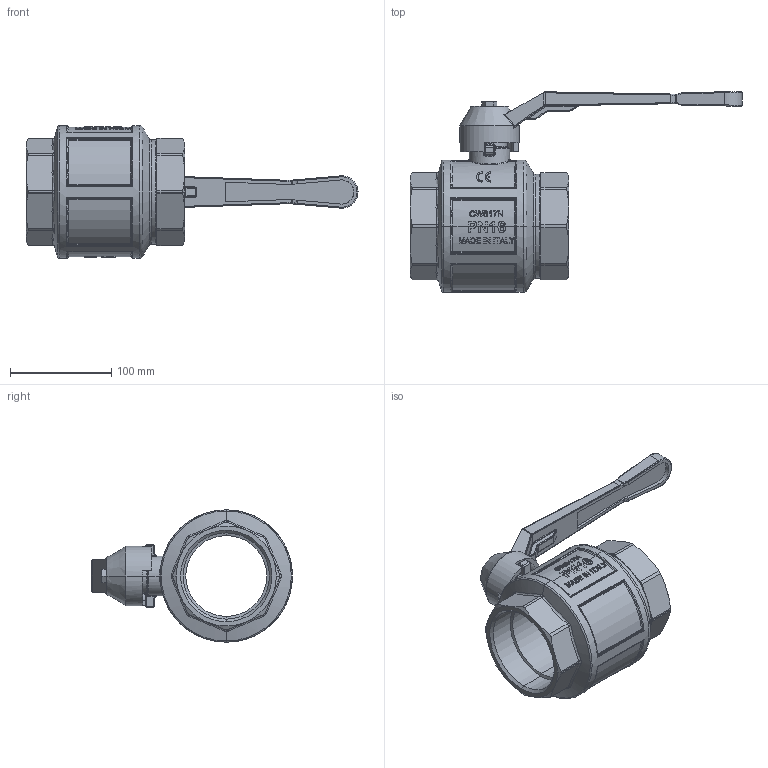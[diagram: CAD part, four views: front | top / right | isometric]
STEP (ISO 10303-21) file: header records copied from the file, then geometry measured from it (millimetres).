
FILE_DESCRIPTION(('STEP AP214'),'1');
FILE_NAME('valve_990-3.stp','2018-03-02T10:17:11',('TraceParts'),('TraceParts S.A.'),'Spatial InterOp 3D',' ',' ');
FILE_SCHEMA(('automotive_design'));
Length unit declared in the file: millimetre
Products named in the file (1): valve_990-3
Bounding box: 328.47 x 198.77 x 131 mm (x, y, z)
Volume: 1067112.6 mm3; surface area: 147532.4 mm2
Topology: 1 solids, 1 shells, 1122 faces, 2926 edges, 1812 vertices
Faces by surface type: cylinder 341, plane 307, bspline 301, torus 89, sphere 46, cone 38
Entity records: 56514 total; most frequent: CARTESIAN_POINT 21755, ORIENTED_EDGE 5796, DIRECTION 4878, EDGE_CURVE 2898, AXIS2_PLACEMENT_3D 1914, VERTEX_POINT 1812, EDGE_LOOP 1158, STYLED_ITEM 1123
